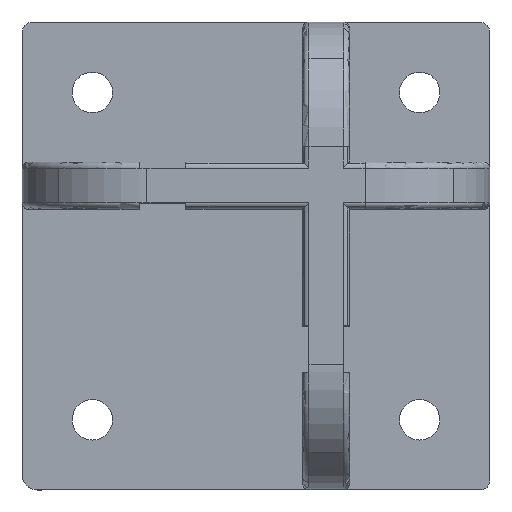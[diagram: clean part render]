
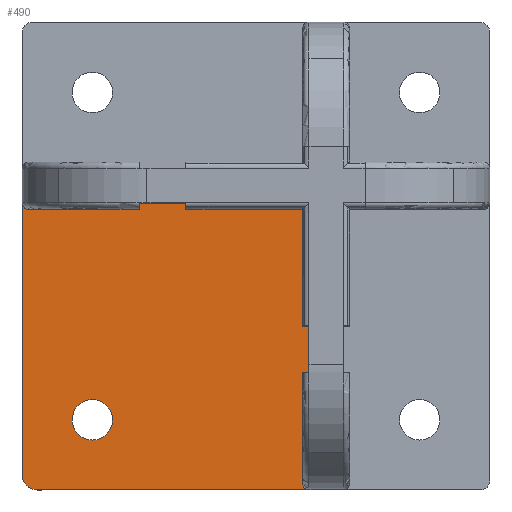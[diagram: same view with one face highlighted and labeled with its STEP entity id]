
A CAD part, top view. The second image highlights one B-rep face of the part: STEP entity #490.
In plain terms, the highlighted planar face has unit normal (0, 0, 1).
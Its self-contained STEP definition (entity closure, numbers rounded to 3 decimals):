
#490=ADVANCED_FACE('',(#1009,#1010),#1011,.T.);
#1009=FACE_BOUND('',#1548,.T.);
#1010=FACE_OUTER_BOUND('',#1549,.T.);
#1011=PLANE('',#1550);
#1548=EDGE_LOOP('',(#2979,#2980));
#1549=EDGE_LOOP('',(#2981,#2982,#2983,#2984,#2985,#2986,#2987,#2988,#2989,#2990,#2991,#2992,#2993,#2994,#2995,#2996,#2997,#2998));
#1550=AXIS2_PLACEMENT_3D('',#2999,#3000,#3001);
#2979=ORIENTED_EDGE('',*,*,#3723,.T.);
#2980=ORIENTED_EDGE('',*,*,#3282,.T.);
#2981=ORIENTED_EDGE('',*,*,#3803,.F.);
#2982=ORIENTED_EDGE('',*,*,#3800,.F.);
#2983=ORIENTED_EDGE('',*,*,#3239,.F.);
#2984=ORIENTED_EDGE('',*,*,#3492,.T.);
#2985=ORIENTED_EDGE('',*,*,#3460,.F.);
#2986=ORIENTED_EDGE('',*,*,#3470,.F.);
#2987=ORIENTED_EDGE('',*,*,#3473,.F.);
#2988=ORIENTED_EDGE('',*,*,#3480,.F.);
#2989=ORIENTED_EDGE('',*,*,#3809,.F.);
#2990=ORIENTED_EDGE('',*,*,#3810,.F.);
#2991=ORIENTED_EDGE('',*,*,#3811,.F.);
#2992=ORIENTED_EDGE('',*,*,#3812,.F.);
#2993=ORIENTED_EDGE('',*,*,#3594,.F.);
#2994=ORIENTED_EDGE('',*,*,#3813,.F.);
#2995=ORIENTED_EDGE('',*,*,#3814,.F.);
#2996=ORIENTED_EDGE('',*,*,#3815,.F.);
#2997=ORIENTED_EDGE('',*,*,#3443,.T.);
#2998=ORIENTED_EDGE('',*,*,#3504,.T.);
#2999=CARTESIAN_POINT('',(30.111,30.111,0.0));
#3000=DIRECTION('',(0.0,0.0,1.0));
#3001=DIRECTION('',(1.0,0.0,0.0));
#3239=EDGE_CURVE('',#3884,#3880,#3886,.T.);
#3282=EDGE_CURVE('',#3963,#3960,#3964,.T.);
#3443=EDGE_CURVE('',#4245,#4242,#4246,.T.);
#3460=EDGE_CURVE('',#4273,#4276,#4277,.F.);
#3470=EDGE_CURVE('',#4289,#4273,#4291,.F.);
#3473=EDGE_CURVE('',#4293,#4289,#4295,.T.);
#3480=EDGE_CURVE('',#4303,#4293,#4305,.T.);
#3492=EDGE_CURVE('',#3884,#4276,#4320,.T.);
#3504=EDGE_CURVE('',#4242,#4336,#4338,.T.);
#3594=EDGE_CURVE('',#4457,#4459,#4460,.T.);
#3723=EDGE_CURVE('',#3960,#3963,#4625,.T.);
#3800=EDGE_CURVE('',#3880,#4723,#4724,.T.);
#3803=EDGE_CURVE('',#4723,#4336,#4727,.T.);
#3809=EDGE_CURVE('',#4733,#4303,#4734,.T.);
#3810=EDGE_CURVE('',#4735,#4733,#4736,.T.);
#3811=EDGE_CURVE('',#4737,#4735,#4738,.T.);
#3812=EDGE_CURVE('',#4459,#4737,#4739,.T.);
#3813=EDGE_CURVE('',#4740,#4457,#4741,.T.);
#3814=EDGE_CURVE('',#4742,#4740,#4743,.T.);
#3815=EDGE_CURVE('',#4245,#4742,#4744,.T.);
#3880=VERTEX_POINT('',#4815);
#3884=VERTEX_POINT('',#4820);
#3886=CIRCLE('',#4823,5.0);
#3960=VERTEX_POINT('',#4913);
#3963=VERTEX_POINT('',#4917);
#3964=CIRCLE('',#4918,6.5);
#4242=VERTEX_POINT('',#5259);
#4245=VERTEX_POINT('',#5263);
#4246=CIRCLE('',#5264,2.0);
#4273=VERTEX_POINT('',#5296);
#4276=VERTEX_POINT('',#5300);
#4277=CIRCLE('',#5301,2.0);
#4289=VERTEX_POINT('',#5331);
#4291=CIRCLE('',#5334,2.0);
#4293=VERTEX_POINT('',#5336);
#4295=LINE('',#5339,#5340);
#4303=VERTEX_POINT('',#5350);
#4305=LINE('',#5353,#5354);
#4320=LINE('',#5388,#5389);
#4336=VERTEX_POINT('',#5426);
#4338=CIRCLE('',#5428,2.0);
#4457=VERTEX_POINT('',#5595);
#4459=VERTEX_POINT('',#5598);
#4460=LINE('',#5599,#5600);
#4625=CIRCLE('',#5816,6.5);
#4723=VERTEX_POINT('',#5951);
#4724=CIRCLE('',#5952,5.0);
#4727=LINE('',#5956,#5957);
#4733=VERTEX_POINT('',#5964);
#4734=LINE('',#5965,#5966);
#4735=VERTEX_POINT('',#5967);
#4736=LINE('',#5968,#5969);
#4737=VERTEX_POINT('',#5970);
#4738=LINE('',#5971,#5972);
#4739=LINE('',#5973,#5974);
#4740=VERTEX_POINT('',#5975);
#4741=LINE('',#5976,#5977);
#4742=VERTEX_POINT('',#5978);
#4743=LINE('',#5979,#5980);
#4744=LINE('',#5981,#5982);
#4815=CARTESIAN_POINT('',(-43.536,-43.536,0.0));
#4820=CARTESIAN_POINT('',(-40.,-45.,0.0));
#4823=AXIS2_PLACEMENT_3D('',#6061,#6062,#6063);
#4913=CARTESIAN_POINT('',(-16.0,-22.5,0.0));
#4917=CARTESIAN_POINT('',(-29.0,-22.5,0.0));
#4918=AXIS2_PLACEMENT_3D('',#6129,#6130,#6131);
#5259=CARTESIAN_POINT('',(-44.414,45.586,0.0));
#5263=CARTESIAN_POINT('',(-43.0,45.,0.0));
#5264=AXIS2_PLACEMENT_3D('',#6388,#6389,#6390);
#5296=CARTESIAN_POINT('',(45.586,-44.414,0.0));
#5300=CARTESIAN_POINT('',(47.0,-45.,0.0));
#5301=AXIS2_PLACEMENT_3D('',#6418,#6419,#6420);
#5331=CARTESIAN_POINT('',(45.0,-43.,0.0));
#5334=AXIS2_PLACEMENT_3D('',#6435,#6436,#6437);
#5336=CARTESIAN_POINT('',(45.0,-7.5,0.0));
#5339=CARTESIAN_POINT('',(45.0,-7.5,0.0));
#5340=VECTOR('',#6439,1.0);
#5350=CARTESIAN_POINT('',(47.0,-7.5,0.0));
#5353=CARTESIAN_POINT('',(47.0,-7.5,0.0));
#5354=VECTOR('',#6449,1.0);
#5388=CARTESIAN_POINT('',(45.055,-45.,0.0));
#5389=VECTOR('',#6464,1.0);
#5426=CARTESIAN_POINT('',(-45.,46.996,0.0));
#5428=AXIS2_PLACEMENT_3D('',#6481,#6482,#6483);
#5595=CARTESIAN_POINT('',(7.5,47.,0.0));
#5598=CARTESIAN_POINT('',(7.5,45.,0.0));
#5599=CARTESIAN_POINT('',(7.5,47.,0.0));
#5600=VECTOR('',#6615,1.0);
#5816=AXIS2_PLACEMENT_3D('',#6775,#6776,#6777);
#5951=CARTESIAN_POINT('',(-45.,-40.,0.0));
#5952=AXIS2_PLACEMENT_3D('',#6866,#6867,#6868);
#5956=CARTESIAN_POINT('',(-45.,102.,0.0));
#5957=VECTOR('',#6870,1.0);
#5964=CARTESIAN_POINT('',(47.0,7.5,0.0));
#5965=CARTESIAN_POINT('',(47.0,7.5,0.0));
#5966=VECTOR('',#6872,1.0);
#5967=CARTESIAN_POINT('',(45.0,7.5,0.0));
#5968=CARTESIAN_POINT('',(45.0,7.5,0.0));
#5969=VECTOR('',#6873,1.0);
#5970=CARTESIAN_POINT('',(45.0,45.,0.0));
#5971=CARTESIAN_POINT('',(45.0,45.,0.0));
#5972=VECTOR('',#6874,1.0);
#5973=CARTESIAN_POINT('',(7.5,45.,0.0));
#5974=VECTOR('',#6875,1.0);
#5975=CARTESIAN_POINT('',(-7.5,47.,0.0));
#5976=CARTESIAN_POINT('',(-7.5,47.,0.0));
#5977=VECTOR('',#6876,1.0);
#5978=CARTESIAN_POINT('',(-7.5,45.,0.0));
#5979=CARTESIAN_POINT('',(-7.5,45.,0.0));
#5980=VECTOR('',#6877,1.0);
#5981=CARTESIAN_POINT('',(-45.0,45.,0.0));
#5982=VECTOR('',#6878,1.0);
#6061=CARTESIAN_POINT('',(-40.,-40.,0.0));
#6062=DIRECTION('',(-0.0,0.0,-1.0));
#6063=DIRECTION('',(-0.707,-0.707,0.0));
#6129=CARTESIAN_POINT('',(-22.5,-22.5,0.0));
#6130=DIRECTION('',(0.0,0.0,-1.0));
#6131=DIRECTION('',(1.0,0.0,0.0));
#6388=CARTESIAN_POINT('',(-43.0,47.,0.0));
#6389=DIRECTION('',(-0.0,0.0,-1.0));
#6390=DIRECTION('',(-0.707,-0.707,0.0));
#6418=CARTESIAN_POINT('',(47.0,-43.,0.0));
#6419=DIRECTION('',(-0.0,0.0,-1.0));
#6420=DIRECTION('',(-0.707,-0.707,0.0));
#6435=CARTESIAN_POINT('',(47.0,-43.,0.0));
#6436=DIRECTION('',(-0.0,0.0,-1.0));
#6437=DIRECTION('',(-0.707,-0.707,0.0));
#6439=DIRECTION('',(0.0,-1.0,0.0));
#6449=DIRECTION('',(-1.0,0.0,0.0));
#6464=DIRECTION('',(1.0,0.0,0.0));
#6481=CARTESIAN_POINT('',(-43.0,47.,0.0));
#6482=DIRECTION('',(-0.0,0.0,-1.0));
#6483=DIRECTION('',(-0.707,-0.707,0.0));
#6615=DIRECTION('',(0.0,-1.0,0.0));
#6775=CARTESIAN_POINT('',(-22.5,-22.5,0.0));
#6776=DIRECTION('',(0.0,0.0,-1.0));
#6777=DIRECTION('',(1.0,0.0,0.0));
#6866=CARTESIAN_POINT('',(-40.,-40.,0.0));
#6867=DIRECTION('',(-0.0,0.0,-1.0));
#6868=DIRECTION('',(-0.707,-0.707,0.0));
#6870=DIRECTION('',(0.0,1.0,0.0));
#6872=DIRECTION('',(0.0,-1.0,0.0));
#6873=DIRECTION('',(1.0,0.0,0.0));
#6874=DIRECTION('',(0.0,-1.0,0.0));
#6875=DIRECTION('',(1.0,0.0,0.0));
#6876=DIRECTION('',(1.0,0.0,0.0));
#6877=DIRECTION('',(0.0,1.0,0.0));
#6878=DIRECTION('',(1.0,0.0,0.0));
